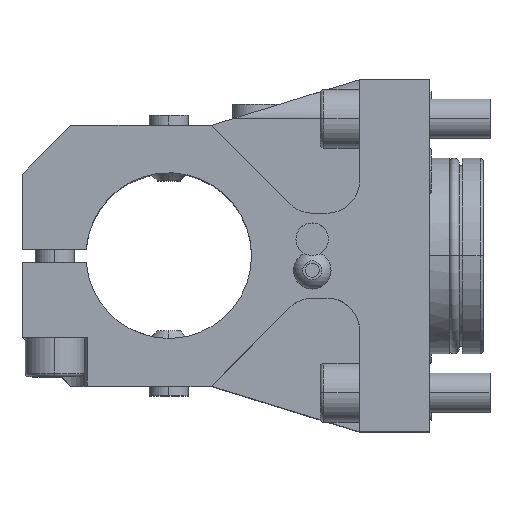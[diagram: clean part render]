
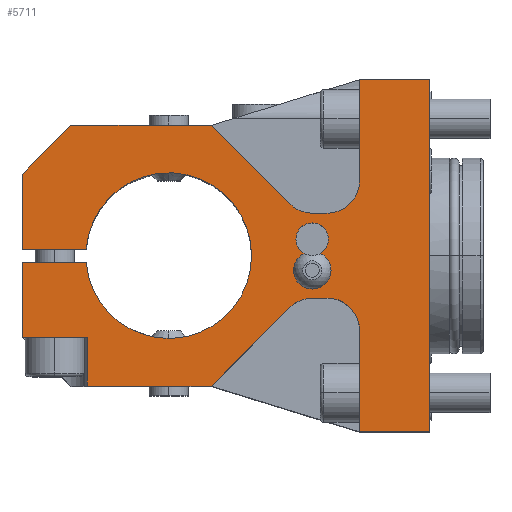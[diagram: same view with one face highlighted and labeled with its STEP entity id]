
A CAD part, top view. The second image highlights one B-rep face of the part: STEP entity #5711.
In plain terms, the highlighted planar face has unit normal (0, 0, 1).
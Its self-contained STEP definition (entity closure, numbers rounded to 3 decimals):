
#555=DIRECTION('',(0.707,-0.707,0.));
#556=VECTOR('',#555,34.042);
#557=CARTESIAN_POINT('',(-67.,40.,65.));
#558=LINE('',#557,#556);
#559=CARTESIAN_POINT('',(-35.858,23.,65.));
#560=DIRECTION('',(0.,0.,1.));
#561=DIRECTION('',(-0.707,-0.707,0.));
#562=AXIS2_PLACEMENT_3D('',#559,#560,#561);
#564=DIRECTION('',(1.,0.,0.));
#565=VECTOR('',#564,4.358);
#566=CARTESIAN_POINT('',(-35.858,13.,65.));
#567=LINE('',#566,#565);
#568=CARTESIAN_POINT('',(-31.5,23.,65.));
#569=DIRECTION('',(0.,0.,1.));
#570=DIRECTION('',(0.,-1.,0.));
#571=AXIS2_PLACEMENT_3D('',#568,#569,#570);
#573=DIRECTION('',(0.,-1.,0.));
#574=VECTOR('',#573,31.);
#575=CARTESIAN_POINT('',(-21.5,54.,65.));
#576=LINE('',#575,#574);
#577=DIRECTION('',(-1.,0.,0.));
#578=VECTOR('',#577,21.5);
#579=CARTESIAN_POINT('',(0.,54.,65.));
#580=LINE('',#579,#578);
#581=DIRECTION('',(0.,1.,0.));
#582=VECTOR('',#581,108.);
#583=CARTESIAN_POINT('',(0.,-54.,65.));
#584=LINE('',#583,#582);
#585=DIRECTION('',(1.,0.,0.));
#586=VECTOR('',#585,21.5);
#587=CARTESIAN_POINT('',(-21.5,-54.,65.));
#588=LINE('',#587,#586);
#589=DIRECTION('',(0.,1.,0.));
#590=VECTOR('',#589,31.);
#591=CARTESIAN_POINT('',(-21.5,-54.,65.));
#592=LINE('',#591,#590);
#593=CARTESIAN_POINT('',(-31.5,-23.,65.));
#594=DIRECTION('',(0.,0.,1.));
#595=DIRECTION('',(1.,0.,0.));
#596=AXIS2_PLACEMENT_3D('',#593,#594,#595);
#598=DIRECTION('',(-1.,0.,0.));
#599=VECTOR('',#598,4.358);
#600=CARTESIAN_POINT('',(-31.5,-13.,65.));
#601=LINE('',#600,#599);
#602=CARTESIAN_POINT('',(-35.858,-23.,65.));
#603=DIRECTION('',(0.,0.,1.));
#604=DIRECTION('',(0.,1.,0.));
#605=AXIS2_PLACEMENT_3D('',#602,#603,#604);
#607=DIRECTION('',(-0.707,-0.707,0.));
#608=VECTOR('',#607,34.042);
#609=CARTESIAN_POINT('',(-42.929,-15.929,65.));
#610=LINE('',#609,#608);
#611=DIRECTION('',(1.,0.,0.));
#612=VECTOR('',#611,38.);
#613=CARTESIAN_POINT('',(-105.,-40.,65.));
#614=LINE('',#613,#612);
#615=DIRECTION('',(0.,1.,0.));
#616=VECTOR('',#615,15.);
#617=CARTESIAN_POINT('',(-105.,-40.,65.));
#618=LINE('',#617,#616);
#619=DIRECTION('',(1.,0.,0.));
#620=VECTOR('',#619,20.);
#621=CARTESIAN_POINT('',(-125.,-25.,65.));
#622=LINE('',#621,#620);
#623=DIRECTION('',(0.,-1.,0.));
#624=VECTOR('',#623,23.);
#625=CARTESIAN_POINT('',(-125.,-2.,65.));
#626=LINE('',#625,#624);
#627=DIRECTION('',(1.,0.,0.));
#628=VECTOR('',#627,19.679);
#629=CARTESIAN_POINT('',(-125.,-2.,65.));
#630=LINE('',#629,#628);
#631=CARTESIAN_POINT('',(-80.,0.,65.));
#632=DIRECTION('',(0.,0.,1.));
#633=DIRECTION('',(-0.997,-0.079,0.));
#634=AXIS2_PLACEMENT_3D('',#631,#632,#633);
#636=DIRECTION('',(1.,0.,0.));
#637=VECTOR('',#636,19.679);
#638=CARTESIAN_POINT('',(-125.,2.,65.));
#639=LINE('',#638,#637);
#640=DIRECTION('',(0.,-1.,0.));
#641=VECTOR('',#640,23.);
#642=CARTESIAN_POINT('',(-125.,25.,65.));
#643=LINE('',#642,#641);
#644=DIRECTION('',(-0.707,-0.707,0.));
#645=VECTOR('',#644,21.213);
#646=CARTESIAN_POINT('',(-110.,40.,65.));
#647=LINE('',#646,#645);
#648=DIRECTION('',(-1.,0.,0.));
#649=VECTOR('',#648,43.);
#650=CARTESIAN_POINT('',(-67.,40.,65.));
#651=LINE('',#650,#649);
#652=CARTESIAN_POINT('',(-36.,-4.5,65.));
#653=DIRECTION('',(0.,0.,1.));
#654=DIRECTION('',(0.,1.,0.));
#655=AXIS2_PLACEMENT_3D('',#652,#653,#654);
#657=CARTESIAN_POINT('',(-36.,-4.5,65.));
#658=DIRECTION('',(0.,0.,1.));
#659=DIRECTION('',(0.,-1.,0.));
#660=AXIS2_PLACEMENT_3D('',#657,#658,#659);
#662=CARTESIAN_POINT('',(-36.,5.,65.));
#663=DIRECTION('',(0.,0.,-1.));
#664=DIRECTION('',(0.,1.,0.));
#665=AXIS2_PLACEMENT_3D('',#662,#663,#664);
#667=CARTESIAN_POINT('',(-36.,5.,65.));
#668=DIRECTION('',(0.,0.,-1.));
#669=DIRECTION('',(0.,-1.,0.));
#670=AXIS2_PLACEMENT_3D('',#667,#668,#669);
#4130=CARTESIAN_POINT('',(0.,-54.,65.));
#4131=CARTESIAN_POINT('',(0.,54.,65.));
#4132=VERTEX_POINT('',#4130);
#4133=VERTEX_POINT('',#4131);
#4134=CARTESIAN_POINT('',(-110.,40.,65.));
#4135=CARTESIAN_POINT('',(-125.,25.,65.));
#4136=VERTEX_POINT('',#4134);
#4137=VERTEX_POINT('',#4135);
#4146=CARTESIAN_POINT('',(-125.,-2.,65.));
#4147=CARTESIAN_POINT('',(-105.321,-2.,65.));
#4148=VERTEX_POINT('',#4146);
#4149=VERTEX_POINT('',#4147);
#4150=CARTESIAN_POINT('',(-105.321,2.,65.));
#4151=VERTEX_POINT('',#4150);
#4152=CARTESIAN_POINT('',(-125.,2.,65.));
#4153=VERTEX_POINT('',#4152);
#4166=CARTESIAN_POINT('',(-105.,-40.,65.));
#4167=CARTESIAN_POINT('',(-105.,-25.,65.));
#4168=VERTEX_POINT('',#4166);
#4169=VERTEX_POINT('',#4167);
#4189=CARTESIAN_POINT('',(-125.,-25.,65.));
#4190=VERTEX_POINT('',#4189);
#4201=CARTESIAN_POINT('',(-67.,40.,65.));
#4202=CARTESIAN_POINT('',(-42.929,15.929,65.));
#4203=VERTEX_POINT('',#4201);
#4204=VERTEX_POINT('',#4202);
#4205=CARTESIAN_POINT('',(-21.5,-54.,65.));
#4206=CARTESIAN_POINT('',(-21.5,-23.,65.));
#4207=VERTEX_POINT('',#4205);
#4208=VERTEX_POINT('',#4206);
#4209=CARTESIAN_POINT('',(-31.5,-13.,65.));
#4210=CARTESIAN_POINT('',(-35.858,-13.,65.));
#4211=VERTEX_POINT('',#4209);
#4212=VERTEX_POINT('',#4210);
#4213=CARTESIAN_POINT('',(-42.929,-15.929,65.));
#4214=CARTESIAN_POINT('',(-67.,-40.,65.));
#4215=VERTEX_POINT('',#4213);
#4216=VERTEX_POINT('',#4214);
#4235=CARTESIAN_POINT('',(-35.858,13.,65.));
#4236=VERTEX_POINT('',#4235);
#4237=CARTESIAN_POINT('',(-31.5,13.,65.));
#4238=CARTESIAN_POINT('',(-21.5,23.,65.));
#4239=VERTEX_POINT('',#4237);
#4240=VERTEX_POINT('',#4238);
#4289=CARTESIAN_POINT('',(-21.5,54.,65.));
#4290=VERTEX_POINT('',#4289);
#4796=CARTESIAN_POINT('',(-36.,1.254,65.));
#4797=CARTESIAN_POINT('',(-36.,-10.254,65.));
#4798=VERTEX_POINT('',#4796);
#4799=VERTEX_POINT('',#4797);
#4816=CARTESIAN_POINT('',(-36.,7.5,65.));
#4817=CARTESIAN_POINT('',(-36.,2.5,65.));
#4818=VERTEX_POINT('',#4816);
#4819=VERTEX_POINT('',#4817);
#5649=CARTESIAN_POINT('',(0.,0.,65.));
#5650=DIRECTION('',(0.,0.,1.));
#5651=DIRECTION('',(0.,1.,0.));
#5652=AXIS2_PLACEMENT_3D('',#5649,#5650,#5651);
#5653=PLANE('',#5652);
#5655=ORIENTED_EDGE('',*,*,#5654,.T.);
#5657=ORIENTED_EDGE('',*,*,#5656,.T.);
#5659=ORIENTED_EDGE('',*,*,#5658,.T.);
#5661=ORIENTED_EDGE('',*,*,#5660,.T.);
#5663=ORIENTED_EDGE('',*,*,#5662,.F.);
#5665=ORIENTED_EDGE('',*,*,#5664,.F.);
#5666=ORIENTED_EDGE('',*,*,#5549,.F.);
#5667=ORIENTED_EDGE('',*,*,#5387,.F.);
#5669=ORIENTED_EDGE('',*,*,#5668,.T.);
#5671=ORIENTED_EDGE('',*,*,#5670,.T.);
#5673=ORIENTED_EDGE('',*,*,#5672,.T.);
#5675=ORIENTED_EDGE('',*,*,#5674,.T.);
#5677=ORIENTED_EDGE('',*,*,#5676,.T.);
#5678=ORIENTED_EDGE('',*,*,#5229,.F.);
#5680=ORIENTED_EDGE('',*,*,#5679,.T.);
#5682=ORIENTED_EDGE('',*,*,#5681,.F.);
#5684=ORIENTED_EDGE('',*,*,#5683,.F.);
#5686=ORIENTED_EDGE('',*,*,#5685,.T.);
#5688=ORIENTED_EDGE('',*,*,#5687,.T.);
#5690=ORIENTED_EDGE('',*,*,#5689,.F.);
#5692=ORIENTED_EDGE('',*,*,#5691,.F.);
#5694=ORIENTED_EDGE('',*,*,#5693,.F.);
#5696=ORIENTED_EDGE('',*,*,#5695,.F.);
#5697=EDGE_LOOP('',(#5655,#5657,#5659,#5661,#5663,#5665,#5666,#5667,#5669,#5671,
#5673,#5675,#5677,#5678,#5680,#5682,#5684,#5686,#5688,#5690,#5692,#5694,#5696));
#5698=FACE_OUTER_BOUND('',#5697,.F.);
#5700=ORIENTED_EDGE('',*,*,#5699,.T.);
#5702=ORIENTED_EDGE('',*,*,#5701,.T.);
#5703=EDGE_LOOP('',(#5700,#5702));
#5704=FACE_BOUND('',#5703,.F.);
#5706=ORIENTED_EDGE('',*,*,#5705,.F.);
#5708=ORIENTED_EDGE('',*,*,#5707,.F.);
#5709=EDGE_LOOP('',(#5706,#5708));
#5710=FACE_BOUND('',#5709,.F.);
#5711=ADVANCED_FACE('',(#5698,#5704,#5710),#5653,.T.);
#563=CIRCLE('',#562,10.);
#572=CIRCLE('',#571,10.);
#597=CIRCLE('',#596,10.);
#606=CIRCLE('',#605,10.);
#635=CIRCLE('',#634,25.4);
#656=CIRCLE('',#655,5.754);
#661=CIRCLE('',#660,5.754);
#666=CIRCLE('',#665,2.5);
#671=CIRCLE('',#670,2.5);
#5229=EDGE_CURVE('',#4168,#4216,#614,.T.);
#5387=EDGE_CURVE('',#4207,#4132,#588,.T.);
#5549=EDGE_CURVE('',#4132,#4133,#584,.T.);
#5654=EDGE_CURVE('',#4203,#4204,#558,.T.);
#5656=EDGE_CURVE('',#4204,#4236,#563,.T.);
#5658=EDGE_CURVE('',#4236,#4239,#567,.T.);
#5660=EDGE_CURVE('',#4239,#4240,#572,.T.);
#5662=EDGE_CURVE('',#4290,#4240,#576,.T.);
#5664=EDGE_CURVE('',#4133,#4290,#580,.T.);
#5668=EDGE_CURVE('',#4207,#4208,#592,.T.);
#5670=EDGE_CURVE('',#4208,#4211,#597,.T.);
#5672=EDGE_CURVE('',#4211,#4212,#601,.T.);
#5674=EDGE_CURVE('',#4212,#4215,#606,.T.);
#5676=EDGE_CURVE('',#4215,#4216,#610,.T.);
#5679=EDGE_CURVE('',#4168,#4169,#618,.T.);
#5681=EDGE_CURVE('',#4190,#4169,#622,.T.);
#5683=EDGE_CURVE('',#4148,#4190,#626,.T.);
#5685=EDGE_CURVE('',#4148,#4149,#630,.T.);
#5687=EDGE_CURVE('',#4149,#4151,#635,.T.);
#5689=EDGE_CURVE('',#4153,#4151,#639,.T.);
#5691=EDGE_CURVE('',#4137,#4153,#643,.T.);
#5693=EDGE_CURVE('',#4136,#4137,#647,.T.);
#5695=EDGE_CURVE('',#4203,#4136,#651,.T.);
#5699=EDGE_CURVE('',#4798,#4799,#656,.T.);
#5701=EDGE_CURVE('',#4799,#4798,#661,.T.);
#5705=EDGE_CURVE('',#4818,#4819,#666,.T.);
#5707=EDGE_CURVE('',#4819,#4818,#671,.T.);
